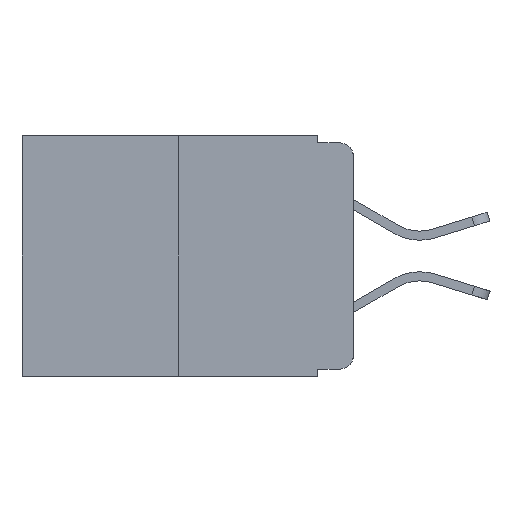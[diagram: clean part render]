
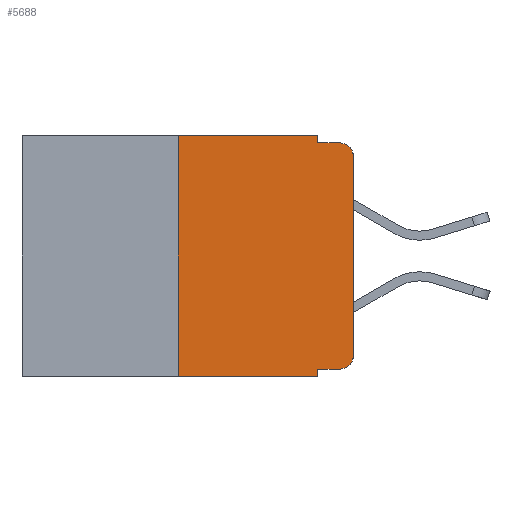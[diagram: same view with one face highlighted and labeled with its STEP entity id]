
A CAD part, left-side view. The second image highlights one B-rep face of the part: STEP entity #5688.
In plain terms, the highlighted planar face has unit normal (-1, 0, 0).
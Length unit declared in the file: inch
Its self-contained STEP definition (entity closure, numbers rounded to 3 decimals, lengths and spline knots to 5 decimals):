
#6 = ORIENTED_EDGE ( 'NONE', *, *, #9164, .F. ) ;
#451 = CARTESIAN_POINT ( 'NONE',  ( 0., 0.02, -0.313 ) ) ;
#584 = PLANE ( 'NONE',  #5770 ) ;
#1150 = EDGE_CURVE ( 'NONE', #1508, #12650, #11086, .T. ) ;
#1164 = LINE ( 'NONE', #10064, #5808 ) ;
#1167 = CARTESIAN_POINT ( 'NONE',  ( 0., 0.051, -0.01 ) ) ;
#1354 = EDGE_CURVE ( 'NONE', #7032, #5141, #8523, .T. ) ;
#1508 = VERTEX_POINT ( 'NONE', #1522 ) ;
#1522 = CARTESIAN_POINT ( 'NONE',  ( 0., 0.02, -0.333 ) ) ;
#1684 = DIRECTION ( 'NONE',  ( 0., 0., -1. ) ) ;
#1706 = EDGE_CURVE ( 'NONE', #7032, #14217, #11569, .T. ) ;
#1759 = ORIENTED_EDGE ( 'NONE', *, *, #14770, .F. ) ;
#2539 = EDGE_CURVE ( 'NONE', #12338, #8334, #8433, .T. ) ;
#2641 = DIRECTION ( 'NONE',  ( -1., 0., 0. ) ) ;
#2818 = VERTEX_POINT ( 'NONE', #1167 ) ;
#2945 = AXIS2_PLACEMENT_3D ( 'NONE', #9490, #2641, #8318 ) ;
#3139 = EDGE_CURVE ( 'NONE', #12650, #12338, #3560, .T. ) ;
#3544 = CARTESIAN_POINT ( 'NONE',  ( 0., 0.051, 0. ) ) ;
#3560 = LINE ( 'NONE', #13543, #7313 ) ;
#3604 = CARTESIAN_POINT ( 'NONE',  ( 0., 0.051, 0. ) ) ;
#3933 = DIRECTION ( 'NONE',  ( 0., -1., 0. ) ) ;
#4321 = ORIENTED_EDGE ( 'NONE', *, *, #2539, .T. ) ;
#4353 = CARTESIAN_POINT ( 'NONE',  ( 0., 0.25, 0. ) ) ;
#4710 = CARTESIAN_POINT ( 'NONE',  ( 0., 0.051, -0.333 ) ) ;
#4711 = VERTEX_POINT ( 'NONE', #3544 ) ;
#5039 = CARTESIAN_POINT ( 'NONE',  ( 0., 0.051, -0.01 ) ) ;
#5141 = VERTEX_POINT ( 'NONE', #11074 ) ;
#5143 = DIRECTION ( 'NONE',  ( -1., 0., 0. ) ) ;
#5181 = DIRECTION ( 'NONE',  ( 1., 0., 0. ) ) ;
#5260 = EDGE_CURVE ( 'NONE', #4711, #2818, #9040, .T. ) ;
#5462 = VECTOR ( 'NONE', #6770, 39.37008 ) ;
#5688 = ADVANCED_FACE ( 'NONE', ( #14624 ), #584, .F. ) ;
#5770 = AXIS2_PLACEMENT_3D ( 'NONE', #10916, #5181, #12087 ) ;
#5808 = VECTOR ( 'NONE', #14907, 39.37008 ) ;
#6262 = ORIENTED_EDGE ( 'NONE', *, *, #3139, .T. ) ;
#6537 = VECTOR ( 'NONE', #11712, 39.37008 ) ;
#6770 = DIRECTION ( 'NONE',  ( 0., -1., 0. ) ) ;
#6836 = DIRECTION ( 'NONE',  ( 0., 0., -1. ) ) ;
#7032 = VERTEX_POINT ( 'NONE', #8817 ) ;
#7099 = DIRECTION ( 'NONE',  ( 0., 0., 1. ) ) ;
#7136 = ORIENTED_EDGE ( 'NONE', *, *, #5260, .F. ) ;
#7313 = VECTOR ( 'NONE', #7099, 39.37008 ) ;
#7471 = EDGE_LOOP ( 'NONE', ( #6262, #4321, #10068, #7136, #1759, #13374, #11887, #6, #13258, #10685 ) ) ;
#7768 = VECTOR ( 'NONE', #6836, 39.37008 ) ;
#7774 = CARTESIAN_POINT ( 'NONE',  ( 0., 0., -0.03 ) ) ;
#7811 = EDGE_CURVE ( 'NONE', #2818, #8334, #12837, .T. ) ;
#8202 = CARTESIAN_POINT ( 'NONE',  ( 0., 0.02, -0.01 ) ) ;
#8237 = CARTESIAN_POINT ( 'NONE',  ( 0., 0., -0.313 ) ) ;
#8318 = DIRECTION ( 'NONE',  ( 0., 0., -1. ) ) ;
#8334 = VERTEX_POINT ( 'NONE', #8202 ) ;
#8433 = CIRCLE ( 'NONE', #2945, 0.02 ) ;
#8466 = VECTOR ( 'NONE', #11257, 39.37008 ) ;
#8523 = LINE ( 'NONE', #9054, #5462 ) ;
#8817 = CARTESIAN_POINT ( 'NONE',  ( 0., 0.25, -0.343 ) ) ;
#9040 = LINE ( 'NONE', #14906, #7768 ) ;
#9054 = CARTESIAN_POINT ( 'NONE',  ( 0., 0.473, -0.343 ) ) ;
#9164 = EDGE_CURVE ( 'NONE', #14690, #5141, #10127, .T. ) ;
#9388 = VECTOR ( 'NONE', #3933, 39.37008 ) ;
#9490 = CARTESIAN_POINT ( 'NONE',  ( 0., 0.02, -0.03 ) ) ;
#10064 = CARTESIAN_POINT ( 'NONE',  ( 0., 0.473, 0. ) ) ;
#10068 = ORIENTED_EDGE ( 'NONE', *, *, #7811, .F. ) ;
#10127 = LINE ( 'NONE', #3604, #14255 ) ;
#10685 = ORIENTED_EDGE ( 'NONE', *, *, #1150, .T. ) ;
#10916 = CARTESIAN_POINT ( 'NONE',  ( 0., 0.473, 0. ) ) ;
#11074 = CARTESIAN_POINT ( 'NONE',  ( 0., 0.051, -0.343 ) ) ;
#11086 = CIRCLE ( 'NONE', #13660, 0.02 ) ;
#11257 = DIRECTION ( 'NONE',  ( 0., 0., 1. ) ) ;
#11569 = LINE ( 'NONE', #4353, #8466 ) ;
#11700 = DIRECTION ( 'NONE',  ( 0., 0., -1. ) ) ;
#11712 = DIRECTION ( 'NONE',  ( 0., -1., 0. ) ) ;
#11820 = LINE ( 'NONE', #4710, #6537 ) ;
#11887 = ORIENTED_EDGE ( 'NONE', *, *, #1354, .T. ) ;
#12087 = DIRECTION ( 'NONE',  ( 0., 0., -1. ) ) ;
#12338 = VERTEX_POINT ( 'NONE', #7774 ) ;
#12650 = VERTEX_POINT ( 'NONE', #8237 ) ;
#12837 = LINE ( 'NONE', #5039, #9388 ) ;
#13258 = ORIENTED_EDGE ( 'NONE', *, *, #14367, .T. ) ;
#13374 = ORIENTED_EDGE ( 'NONE', *, *, #1706, .F. ) ;
#13543 = CARTESIAN_POINT ( 'NONE',  ( 0., 0., 0. ) ) ;
#13660 = AXIS2_PLACEMENT_3D ( 'NONE', #451, #5143, #1684 ) ;
#14217 = VERTEX_POINT ( 'NONE', #14678 ) ;
#14255 = VECTOR ( 'NONE', #11700, 39.37008 ) ;
#14367 = EDGE_CURVE ( 'NONE', #14690, #1508, #11820, .T. ) ;
#14492 = CARTESIAN_POINT ( 'NONE',  ( 0., 0.051, -0.333 ) ) ;
#14624 = FACE_OUTER_BOUND ( 'NONE', #7471, .T. ) ;
#14678 = CARTESIAN_POINT ( 'NONE',  ( 0., 0.25, 0. ) ) ;
#14690 = VERTEX_POINT ( 'NONE', #14492 ) ;
#14770 = EDGE_CURVE ( 'NONE', #14217, #4711, #1164, .T. ) ;
#14906 = CARTESIAN_POINT ( 'NONE',  ( 0., 0.051, 0. ) ) ;
#14907 = DIRECTION ( 'NONE',  ( 0., -1., 0. ) ) ;
